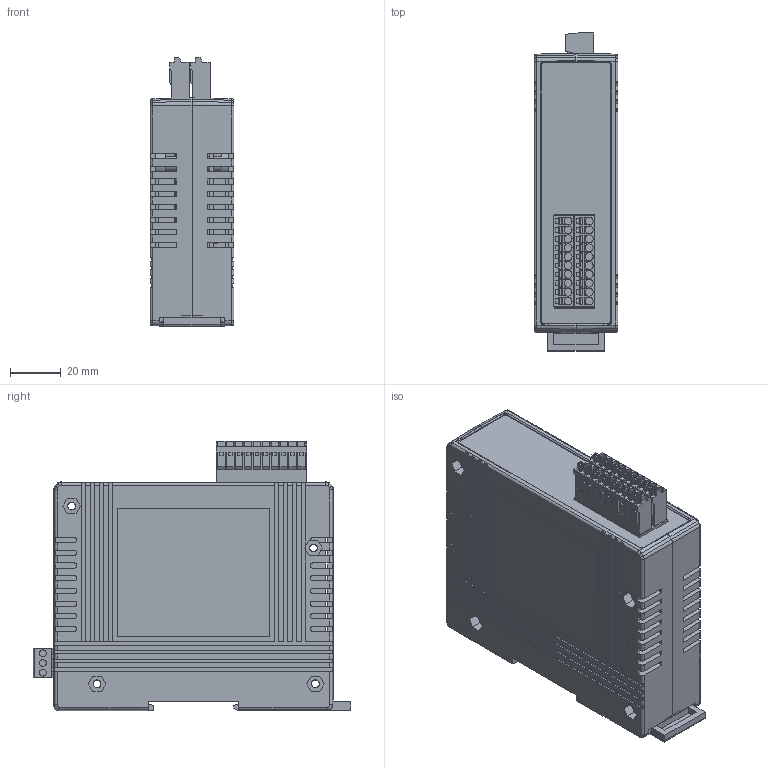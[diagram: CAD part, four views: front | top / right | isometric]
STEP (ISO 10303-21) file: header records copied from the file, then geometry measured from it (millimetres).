
FILE_DESCRIPTION (( 'STEP AP203' ), '1' );
FILE_NAME ('EIP-2051.STEP', '2019-08-26T01:14:04', ( 'Windows 使用者' ), ( '' ), 'SwSTEP 2.0', 'SolidWorks 2019', '' );
FILE_SCHEMA (( 'CONFIG_CONTROL_DESIGN' ));
Length unit declared in the file: millimetre
Products named in the file (16): NEW-2000_L; 3pin_381_90D; NWE-200_U; 3pin_381_90D_K; ECAT-2055_002; 16 LED display; 端子台2x10_35_90D; EIP-2051; ns-208-aa01.sldasm-Part-4; ECAT-2055_001; RJ45-1x1_no led; EIP-2055_PCB; SW89; 8K LED_16; 0221-2011_3.5x10; 2x6pin_2.00mm_SMD
Assembly tree (17 placements, depth 3):
  EIP-2051
    ns-208-aa01.sldasm-Part-4
    EIP-2055_PCB
    NEW-2000_L
    NWE-200_U
    ECAT-2055_001
    ECAT-2055_002
    RJ45-1x1_no led  x2
    8K LED_16
      16 LED display
      2x6pin_2.00mm_SMD
    端子台2x10_35_90D
    3pin_381_90D
    3pin_381_90D_K
    SW89
    0221-2011_3.5x10  x2
Bounding box: 33 x 125.2 x 106.2 mm (x, y, z)
Volume: 96406.6 mm3; surface area: 115574.3 mm2
Topology: 17 solids, 17 shells, 3421 faces, 8821 edges, 5718 vertices
Faces by surface type: plane 2810, cylinder 489, cone 46, bspline 32, torus 30, sphere 14
Entity records: 89321 total; most frequent: CARTESIAN_POINT 16168, ORIENTED_EDGE 14990, DIRECTION 14174, EDGE_CURVE 7495, VECTOR 6378, LINE 6378, VERTEX_POINT 4852, AXIS2_PLACEMENT_3D 3898
